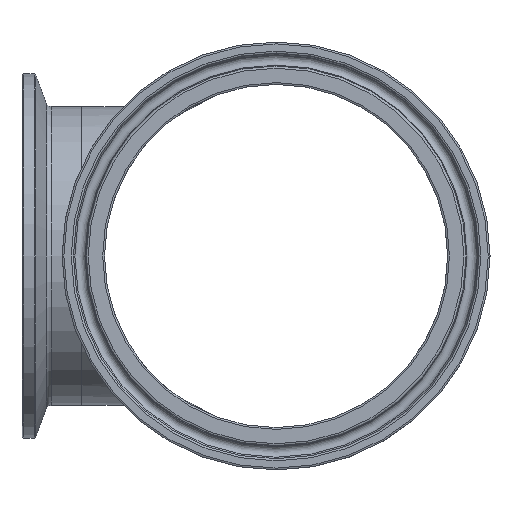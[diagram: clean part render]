
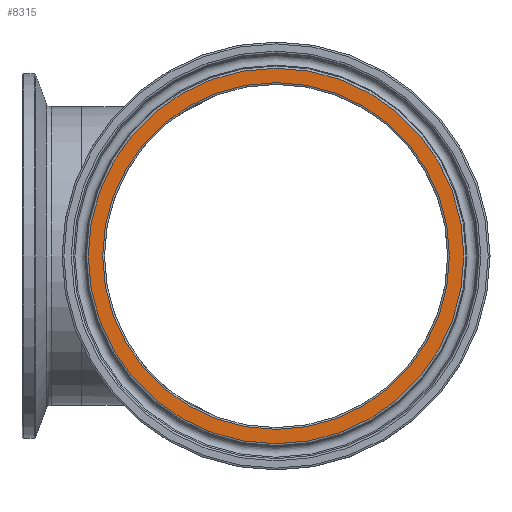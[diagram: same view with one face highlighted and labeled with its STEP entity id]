
A CAD part, left-side view. The second image highlights one B-rep face of the part: STEP entity #8315.
In plain terms, the highlighted planar face has unit normal (-1, 0, 0).
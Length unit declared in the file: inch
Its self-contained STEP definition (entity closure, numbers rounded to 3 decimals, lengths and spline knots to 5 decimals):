
#171=FACE_BOUND('',#1574,.T.);
#378=PLANE('',#8793);
#1030=FACE_OUTER_BOUND('',#1573,.T.);
#1573=EDGE_LOOP('',(#7663));
#1574=EDGE_LOOP('',(#7664));
#2870=CIRCLE('',#8792,1.45);
#2871=CIRCLE('',#8794,1.57066);
#4108=VERTEX_POINT('',#18384);
#4109=VERTEX_POINT('',#18387);
#5303=EDGE_CURVE('',#4108,#4108,#2870,.T.);
#5304=EDGE_CURVE('',#4109,#4109,#2871,.T.);
#7663=ORIENTED_EDGE('',*,*,#5304,.F.);
#7664=ORIENTED_EDGE('',*,*,#5303,.F.);
#8315=ADVANCED_FACE('',(#1030,#171),#378,.T.);
#8792=AXIS2_PLACEMENT_3D('',#18385,#10278,#10279);
#8793=AXIS2_PLACEMENT_3D('',#18386,#10280,#10281);
#8794=AXIS2_PLACEMENT_3D('',#18388,#10282,#10283);
#10278=DIRECTION('center_axis',(-1.,0.,0.));
#10279=DIRECTION('ref_axis',(0.,-1.,0.));
#10280=DIRECTION('center_axis',(-1.,0.,0.));
#10281=DIRECTION('ref_axis',(0.,0.,1.));
#10282=DIRECTION('center_axis',(1.,0.,0.));
#10283=DIRECTION('ref_axis',(0.,-1.,0.));
#18384=CARTESIAN_POINT('',(-3.875,1.45,0.));
#18385=CARTESIAN_POINT('Origin',(-3.875,0.,0.));
#18386=CARTESIAN_POINT('Origin',(-3.875,1.58466,0.));
#18387=CARTESIAN_POINT('',(-3.875,1.57066,0.));
#18388=CARTESIAN_POINT('Origin',(-3.875,0.,0.));
